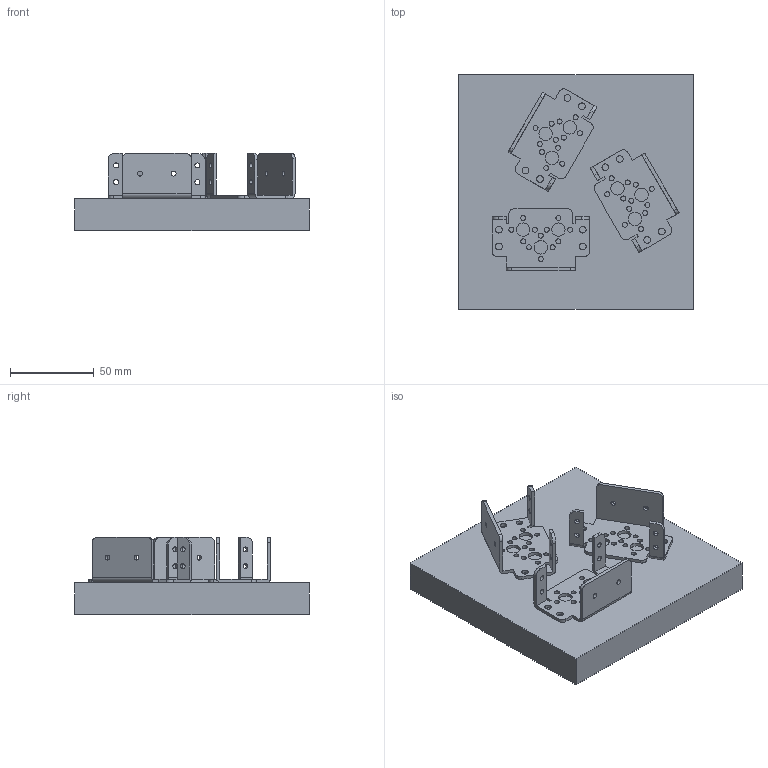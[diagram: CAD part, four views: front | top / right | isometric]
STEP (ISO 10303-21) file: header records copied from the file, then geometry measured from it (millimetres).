
FILE_DESCRIPTION(/* description */ (''),/* implementation_level */ '2;1');
FILE_NAME(/* name */ 'Base v7.step',/* time_stamp */ '2020-11-21T22:05:34+11:00',/* author */ (''),/* organization */ (''),/* preprocessor_version */ 'ST-DEVELOPER v18.1',/* originating_system */ 'Autodesk Translation Framework v9.3.0.1241',/* authorisation */ '');
FILE_SCHEMA (('AUTOMOTIVE_DESIGN { 1 0 10303 214 3 1 1 }'));
Length unit declared in the file: millimetre
Products named in the file (3): Base; MservoBracket; servo_mg996
Assembly tree (6 placements, depth 2):
  Base
    MservoBracket  x3
    servo_mg996  x3
Bounding box: 140 x 140 x 46 mm (x, y, z)
Volume: 390065.6 mm3; surface area: 71434.5 mm2
Topology: 4 solids, 4 shells, 186 faces, 534 edges, 356 vertices
Faces by surface type: cylinder 108, plane 78
Full cylindrical faces by diameter (mm): 3 x54, 4 x12, 8 x9
Entity records: 2386 total; most frequent: DIRECTION 408, CARTESIAN_POINT 385, ORIENTED_EDGE 372, EDGE_CURVE 186, AXIS2_PLACEMENT_3D 147, VERTEX_POINT 124, EDGE_LOOP 116, LINE 114
